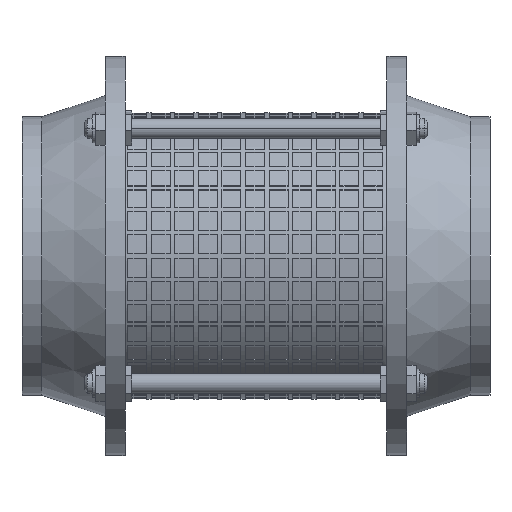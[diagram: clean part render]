
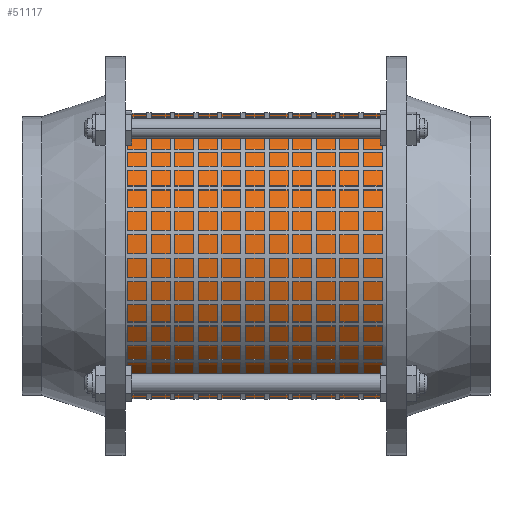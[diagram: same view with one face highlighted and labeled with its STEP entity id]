
A CAD part, front view. The second image highlights one B-rep face of the part: STEP entity #51117.
In plain terms, the highlighted cylindrical face has radius 43.3 mm (diameter 86.6 mm), a partial arc.
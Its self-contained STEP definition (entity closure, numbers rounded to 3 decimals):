
#313 = CARTESIAN_POINT ( 'NONE',  ( 42.5, 0., 43.3 ) ) ;
#4919 = VERTEX_POINT ( 'NONE', #313 ) ;
#6617 = LINE ( 'NONE', #47785, #36993 ) ;
#7875 = DIRECTION ( 'NONE',  ( 0., 0., -1. ) ) ;
#11226 = EDGE_CURVE ( 'NONE', #47548, #53861, #58885, .T. ) ;
#12442 = AXIS2_PLACEMENT_3D ( 'NONE', #24849, #30889, #29566 ) ;
#13363 = CARTESIAN_POINT ( 'NONE',  ( -42.5, 0., 43.3 ) ) ;
#22493 = AXIS2_PLACEMENT_3D ( 'NONE', #53097, #64556, #7875 ) ;
#22531 = CARTESIAN_POINT ( 'NONE',  ( 42.5, 0., -43.3 ) ) ;
#24849 = CARTESIAN_POINT ( 'NONE',  ( 164.971, 0., 0. ) ) ;
#27413 = VERTEX_POINT ( 'NONE', #22531 ) ;
#27690 = ORIENTED_EDGE ( 'NONE', *, *, #44960, .F. ) ;
#28727 = AXIS2_PLACEMENT_3D ( 'NONE', #33407, #49583, #53996 ) ;
#29566 = DIRECTION ( 'NONE',  ( 0., 0., 1. ) ) ;
#30889 = DIRECTION ( 'NONE',  ( -1., 0., 0. ) ) ;
#31095 = CIRCLE ( 'NONE', #22493, 43.3 ) ;
#32176 = ORIENTED_EDGE ( 'NONE', *, *, #11226, .T. ) ;
#33407 = CARTESIAN_POINT ( 'NONE',  ( -42.5, 0., 0. ) ) ;
#36993 = VECTOR ( 'NONE', #47100, 1000. ) ;
#39607 = DIRECTION ( 'NONE',  ( -1., 0., 0. ) ) ;
#40274 = LINE ( 'NONE', #64938, #42327 ) ;
#42327 = VECTOR ( 'NONE', #39607, 1000. ) ;
#44960 = EDGE_CURVE ( 'NONE', #4919, #27413, #31095, .T. ) ;
#46424 = CYLINDRICAL_SURFACE ( 'NONE', #12442, 43.3 ) ;
#47100 = DIRECTION ( 'NONE',  ( -1., 0., 0. ) ) ;
#47548 = VERTEX_POINT ( 'NONE', #13363 ) ;
#47785 = CARTESIAN_POINT ( 'NONE',  ( 164.971, 0., 43.3 ) ) ;
#49583 = DIRECTION ( 'NONE',  ( 1., 0., 0. ) ) ;
#51117 = ADVANCED_FACE ( 'NONE', ( #61610 ), #46424, .T. ) ;
#51513 = EDGE_LOOP ( 'NONE', ( #55269, #27690, #62674, #32176 ) ) ;
#53097 = CARTESIAN_POINT ( 'NONE',  ( 42.5, 0., 0. ) ) ;
#53861 = VERTEX_POINT ( 'NONE', #57534 ) ;
#53996 = DIRECTION ( 'NONE',  ( 0., 0., -1. ) ) ;
#55269 = ORIENTED_EDGE ( 'NONE', *, *, #65911, .F. ) ;
#57534 = CARTESIAN_POINT ( 'NONE',  ( -42.5, 0., -43.3 ) ) ;
#58885 = CIRCLE ( 'NONE', #28727, 43.3 ) ;
#61550 = EDGE_CURVE ( 'NONE', #4919, #47548, #6617, .T. ) ;
#61610 = FACE_OUTER_BOUND ( 'NONE', #51513, .T. ) ;
#62674 = ORIENTED_EDGE ( 'NONE', *, *, #61550, .T. ) ;
#64556 = DIRECTION ( 'NONE',  ( 1., 0., 0. ) ) ;
#64938 = CARTESIAN_POINT ( 'NONE',  ( 164.971, 0., -43.3 ) ) ;
#65911 = EDGE_CURVE ( 'NONE', #27413, #53861, #40274, .T. ) ;
